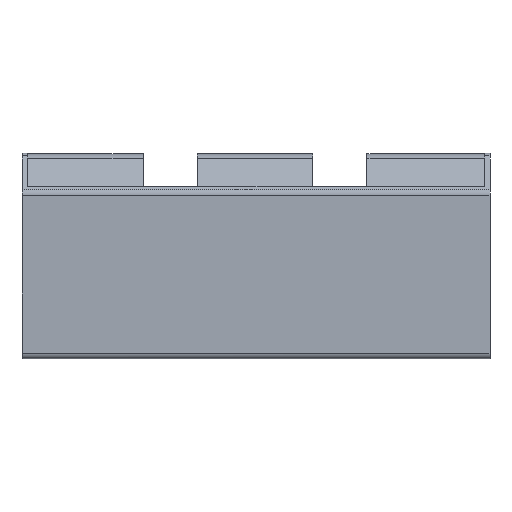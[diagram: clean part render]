
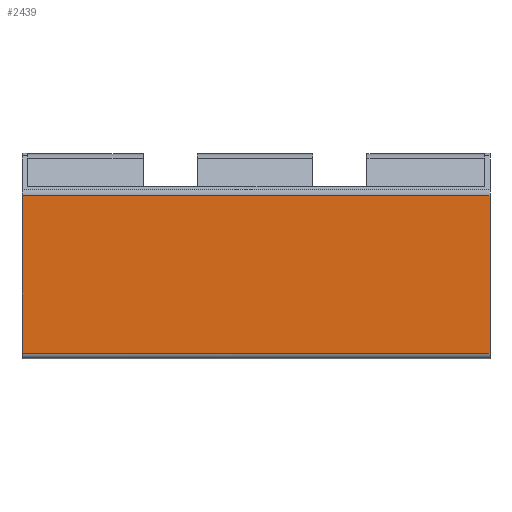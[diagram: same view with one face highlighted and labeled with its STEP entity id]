
A CAD part, top view. The second image highlights one B-rep face of the part: STEP entity #2439.
In plain terms, the highlighted planar face has unit normal (0, 0, 1).
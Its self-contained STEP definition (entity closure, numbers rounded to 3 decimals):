
#2426=AXIS2_PLACEMENT_3D('Plane Axis2P3D',#2423,#2424,#2425) ;
#1082=CARTESIAN_POINT('Vertex',(99.3,34.528,49.3)) ;
#1085=CARTESIAN_POINT('Line Origine',(99.3,17.864,49.3)) ;
#1089=CARTESIAN_POINT('Vertex',(99.3,1.2,49.3)) ;
#1207=CARTESIAN_POINT('Vertex',(0.,1.2,49.3)) ;
#1210=CARTESIAN_POINT('Line Origine',(0.,17.864,49.3)) ;
#1214=CARTESIAN_POINT('Vertex',(0.,34.528,49.3)) ;
#2410=CARTESIAN_POINT('Line Origine',(99.3,34.528,49.3)) ;
#2423=CARTESIAN_POINT('Axis2P3D Location',(99.3,34.528,49.3)) ;
#2428=CARTESIAN_POINT('Line Origine',(49.65,1.2,49.3)) ;
#1086=DIRECTION('Vector Direction',(0.,-1.,0.)) ;
#1211=DIRECTION('Vector Direction',(0.,1.,0.)) ;
#2411=DIRECTION('Vector Direction',(1.,0.,0.)) ;
#2424=DIRECTION('Axis2P3D Direction',(0.,0.,-1.)) ;
#2425=DIRECTION('Axis2P3D XDirection',(-1.,0.,0.)) ;
#2429=DIRECTION('Vector Direction',(-1.,0.,0.)) ;
#1087=VECTOR('Line Direction',#1086,1.) ;
#1212=VECTOR('Line Direction',#1211,1.) ;
#2412=VECTOR('Line Direction',#2411,1.) ;
#2430=VECTOR('Line Direction',#2429,1.) ;
#2434=ORIENTED_EDGE('',*,*,#2432,.F.) ;
#2435=ORIENTED_EDGE('',*,*,#1091,.F.) ;
#2436=ORIENTED_EDGE('',*,*,#2414,.F.) ;
#2437=ORIENTED_EDGE('',*,*,#1216,.F.) ;
#2439=ADVANCED_FACE('_WQB 240/3 1802800000',(#2438),#2427,.F.) ;
#1091=EDGE_CURVE('',#1083,#1090,#1088,.T.) ;
#1216=EDGE_CURVE('',#1208,#1215,#1213,.T.) ;
#2414=EDGE_CURVE('',#1215,#1083,#2413,.T.) ;
#2432=EDGE_CURVE('',#1090,#1208,#2431,.T.) ;
#2433=EDGE_LOOP('',(#2434,#2435,#2436,#2437)) ;
#2438=FACE_OUTER_BOUND('',#2433,.T.) ;
#1088=LINE('Line',#1085,#1087) ;
#1213=LINE('Line',#1210,#1212) ;
#2413=LINE('Line',#2410,#2412) ;
#2431=LINE('Line',#2428,#2430) ;
#2427=PLANE('',#2426) ;
#1083=VERTEX_POINT('',#1082) ;
#1090=VERTEX_POINT('',#1089) ;
#1208=VERTEX_POINT('',#1207) ;
#1215=VERTEX_POINT('',#1214) ;
